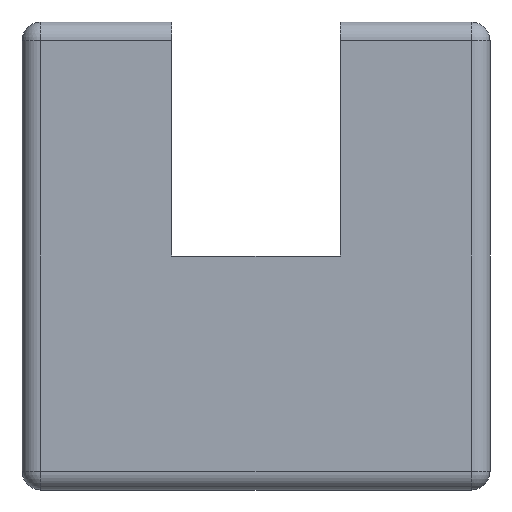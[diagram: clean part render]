
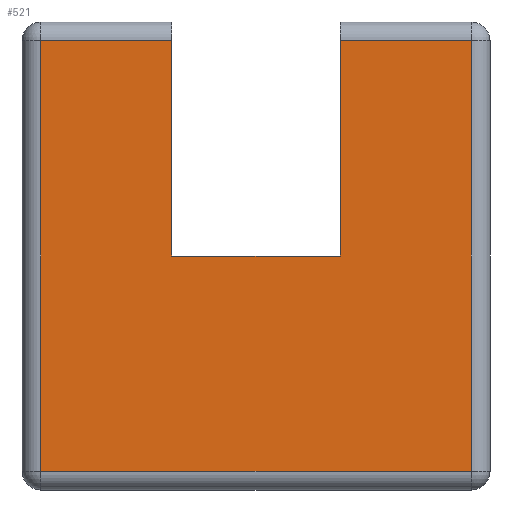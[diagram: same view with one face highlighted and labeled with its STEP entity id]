
A CAD part, front view. The second image highlights one B-rep face of the part: STEP entity #521.
In plain terms, the highlighted planar face has unit normal (0, -1, 0).
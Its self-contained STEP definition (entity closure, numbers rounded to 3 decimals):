
#44 = CYLINDRICAL_SURFACE('',#45,0.4);
#45 = AXIS2_PLACEMENT_3D('',#46,#47,#48);
#46 = CARTESIAN_POINT('',(-4.6,-9.6,-5.));
#47 = DIRECTION('',(0.,0.,1.));
#48 = DIRECTION('',(-1.,-0.,0.));
#143 = VERTEX_POINT('',#144);
#144 = CARTESIAN_POINT('',(-4.6,-10.,-4.6));
#171 = EDGE_CURVE('',#143,#172,#174,.T.);
#172 = VERTEX_POINT('',#173);
#173 = CARTESIAN_POINT('',(-4.6,-10.,4.6));
#174 = SURFACE_CURVE('',#175,(#179,#186),.PCURVE_S1.);
#175 = LINE('',#176,#177);
#176 = CARTESIAN_POINT('',(-4.6,-10.,-5.));
#177 = VECTOR('',#178,1.);
#178 = DIRECTION('',(0.,0.,1.));
#179 = PCURVE('',#44,#180);
#180 = DEFINITIONAL_REPRESENTATION('',(#181),#185);
#181 = LINE('',#182,#183);
#182 = CARTESIAN_POINT('',(1.571,0.));
#183 = VECTOR('',#184,1.);
#184 = DIRECTION('',(0.,1.));
#185 = ( GEOMETRIC_REPRESENTATION_CONTEXT(2) 
PARAMETRIC_REPRESENTATION_CONTEXT() REPRESENTATION_CONTEXT('2D SPACE',''
  ) );
#186 = PCURVE('',#187,#192);
#187 = PLANE('',#188);
#188 = AXIS2_PLACEMENT_3D('',#189,#190,#191);
#189 = CARTESIAN_POINT('',(-5.,-10.,-5.));
#190 = DIRECTION('',(0.,1.,0.));
#191 = DIRECTION('',(0.,0.,1.));
#192 = DEFINITIONAL_REPRESENTATION('',(#193),#197);
#193 = LINE('',#194,#195);
#194 = CARTESIAN_POINT('',(0.,0.4));
#195 = VECTOR('',#196,1.);
#196 = DIRECTION('',(1.,0.));
#197 = ( GEOMETRIC_REPRESENTATION_CONTEXT(2) 
PARAMETRIC_REPRESENTATION_CONTEXT() REPRESENTATION_CONTEXT('2D SPACE',''
  ) );
#480 = CYLINDRICAL_SURFACE('',#481,0.4);
#481 = AXIS2_PLACEMENT_3D('',#482,#483,#484);
#482 = CARTESIAN_POINT('',(-5.,-9.6,-4.6));
#483 = DIRECTION('',(1.,0.,0.));
#484 = DIRECTION('',(0.,-1.,0.));
#510 = CYLINDRICAL_SURFACE('',#511,0.4);
#511 = AXIS2_PLACEMENT_3D('',#512,#513,#514);
#512 = CARTESIAN_POINT('',(-5.,-9.6,4.6));
#513 = DIRECTION('',(1.,0.,0.));
#514 = DIRECTION('',(0.,-1.,0.));
#521 = ADVANCED_FACE('',(#522),#187,.F.);
#522 = FACE_BOUND('',#523,.F.);
#523 = EDGE_LOOP('',(#524,#547,#548,#571,#597,#623,#649,#677));
#524 = ORIENTED_EDGE('',*,*,#525,.F.);
#525 = EDGE_CURVE('',#143,#526,#528,.T.);
#526 = VERTEX_POINT('',#527);
#527 = CARTESIAN_POINT('',(4.6,-10.,-4.6));
#528 = SURFACE_CURVE('',#529,(#533,#540),.PCURVE_S1.);
#529 = LINE('',#530,#531);
#530 = CARTESIAN_POINT('',(-5.,-10.,-4.6));
#531 = VECTOR('',#532,1.);
#532 = DIRECTION('',(1.,0.,0.));
#533 = PCURVE('',#187,#534);
#534 = DEFINITIONAL_REPRESENTATION('',(#535),#539);
#535 = LINE('',#536,#537);
#536 = CARTESIAN_POINT('',(0.4,0.));
#537 = VECTOR('',#538,1.);
#538 = DIRECTION('',(0.,1.));
#539 = ( GEOMETRIC_REPRESENTATION_CONTEXT(2) 
PARAMETRIC_REPRESENTATION_CONTEXT() REPRESENTATION_CONTEXT('2D SPACE',''
  ) );
#540 = PCURVE('',#480,#541);
#541 = DEFINITIONAL_REPRESENTATION('',(#542),#546);
#542 = LINE('',#543,#544);
#543 = CARTESIAN_POINT('',(0.,0.));
#544 = VECTOR('',#545,1.);
#545 = DIRECTION('',(0.,1.));
#546 = ( GEOMETRIC_REPRESENTATION_CONTEXT(2) 
PARAMETRIC_REPRESENTATION_CONTEXT() REPRESENTATION_CONTEXT('2D SPACE',''
  ) );
#547 = ORIENTED_EDGE('',*,*,#171,.T.);
#548 = ORIENTED_EDGE('',*,*,#549,.T.);
#549 = EDGE_CURVE('',#172,#550,#552,.T.);
#550 = VERTEX_POINT('',#551);
#551 = CARTESIAN_POINT('',(-1.8,-10.,4.6));
#552 = SURFACE_CURVE('',#553,(#557,#564),.PCURVE_S1.);
#553 = LINE('',#554,#555);
#554 = CARTESIAN_POINT('',(-5.,-10.,4.6));
#555 = VECTOR('',#556,1.);
#556 = DIRECTION('',(1.,0.,0.));
#557 = PCURVE('',#187,#558);
#558 = DEFINITIONAL_REPRESENTATION('',(#559),#563);
#559 = LINE('',#560,#561);
#560 = CARTESIAN_POINT('',(9.6,0.));
#561 = VECTOR('',#562,1.);
#562 = DIRECTION('',(0.,1.));
#563 = ( GEOMETRIC_REPRESENTATION_CONTEXT(2) 
PARAMETRIC_REPRESENTATION_CONTEXT() REPRESENTATION_CONTEXT('2D SPACE',''
  ) );
#564 = PCURVE('',#510,#565);
#565 = DEFINITIONAL_REPRESENTATION('',(#566),#570);
#566 = LINE('',#567,#568);
#567 = CARTESIAN_POINT('',(-0.,0.));
#568 = VECTOR('',#569,1.);
#569 = DIRECTION('',(-0.,1.));
#570 = ( GEOMETRIC_REPRESENTATION_CONTEXT(2) 
PARAMETRIC_REPRESENTATION_CONTEXT() REPRESENTATION_CONTEXT('2D SPACE',''
  ) );
#571 = ORIENTED_EDGE('',*,*,#572,.T.);
#572 = EDGE_CURVE('',#550,#573,#575,.T.);
#573 = VERTEX_POINT('',#574);
#574 = CARTESIAN_POINT('',(-1.8,-10.,0.));
#575 = SURFACE_CURVE('',#576,(#580,#586),.PCURVE_S1.);
#576 = LINE('',#577,#578);
#577 = CARTESIAN_POINT('',(-1.8,-10.,-2.5));
#578 = VECTOR('',#579,1.);
#579 = DIRECTION('',(0.,0.,-1.));
#580 = PCURVE('',#187,#581);
#581 = DEFINITIONAL_REPRESENTATION('',(#582),#585);
#582 = B_SPLINE_CURVE_WITH_KNOTS('',1,(#583,#584),.UNSPECIFIED.,.F.,.F.,
  (2,2),(-7.1,-2.5),.PIECEWISE_BEZIER_KNOTS.);
#583 = CARTESIAN_POINT('',(9.6,3.2));
#584 = CARTESIAN_POINT('',(5.,3.2));
#585 = ( GEOMETRIC_REPRESENTATION_CONTEXT(2) 
PARAMETRIC_REPRESENTATION_CONTEXT() REPRESENTATION_CONTEXT('2D SPACE',''
  ) );
#586 = PCURVE('',#587,#592);
#587 = PLANE('',#588);
#588 = AXIS2_PLACEMENT_3D('',#589,#590,#591);
#589 = CARTESIAN_POINT('',(-1.8,-25.,0.));
#590 = DIRECTION('',(1.,0.,0.));
#591 = DIRECTION('',(0.,0.,1.));
#592 = DEFINITIONAL_REPRESENTATION('',(#593),#596);
#593 = B_SPLINE_CURVE_WITH_KNOTS('',1,(#594,#595),.UNSPECIFIED.,.F.,.F.,
  (2,2),(-7.1,-2.5),.PIECEWISE_BEZIER_KNOTS.);
#594 = CARTESIAN_POINT('',(4.6,-15.));
#595 = CARTESIAN_POINT('',(0.,-15.));
#596 = ( GEOMETRIC_REPRESENTATION_CONTEXT(2) 
PARAMETRIC_REPRESENTATION_CONTEXT() REPRESENTATION_CONTEXT('2D SPACE',''
  ) );
#597 = ORIENTED_EDGE('',*,*,#598,.T.);
#598 = EDGE_CURVE('',#573,#599,#601,.T.);
#599 = VERTEX_POINT('',#600);
#600 = CARTESIAN_POINT('',(1.8,-10.,0.));
#601 = SURFACE_CURVE('',#602,(#606,#612),.PCURVE_S1.);
#602 = LINE('',#603,#604);
#603 = CARTESIAN_POINT('',(-3.4,-10.,0.));
#604 = VECTOR('',#605,1.);
#605 = DIRECTION('',(1.,0.,0.));
#606 = PCURVE('',#187,#607);
#607 = DEFINITIONAL_REPRESENTATION('',(#608),#611);
#608 = B_SPLINE_CURVE_WITH_KNOTS('',1,(#609,#610),.UNSPECIFIED.,.F.,.F.,
  (2,2),(1.6,5.2),.PIECEWISE_BEZIER_KNOTS.);
#609 = CARTESIAN_POINT('',(5.,3.2));
#610 = CARTESIAN_POINT('',(5.,6.8));
#611 = ( GEOMETRIC_REPRESENTATION_CONTEXT(2) 
PARAMETRIC_REPRESENTATION_CONTEXT() REPRESENTATION_CONTEXT('2D SPACE',''
  ) );
#612 = PCURVE('',#613,#618);
#613 = PLANE('',#614);
#614 = AXIS2_PLACEMENT_3D('',#615,#616,#617);
#615 = CARTESIAN_POINT('',(-1.8,-25.,0.));
#616 = DIRECTION('',(0.,0.,1.));
#617 = DIRECTION('',(1.,0.,0.));
#618 = DEFINITIONAL_REPRESENTATION('',(#619),#622);
#619 = B_SPLINE_CURVE_WITH_KNOTS('',1,(#620,#621),.UNSPECIFIED.,.F.,.F.,
  (2,2),(1.6,5.2),.PIECEWISE_BEZIER_KNOTS.);
#620 = CARTESIAN_POINT('',(0.,15.));
#621 = CARTESIAN_POINT('',(3.6,15.));
#622 = ( GEOMETRIC_REPRESENTATION_CONTEXT(2) 
PARAMETRIC_REPRESENTATION_CONTEXT() REPRESENTATION_CONTEXT('2D SPACE',''
  ) );
#623 = ORIENTED_EDGE('',*,*,#624,.F.);
#624 = EDGE_CURVE('',#625,#599,#627,.T.);
#625 = VERTEX_POINT('',#626);
#626 = CARTESIAN_POINT('',(1.8,-10.,4.6));
#627 = SURFACE_CURVE('',#628,(#632,#638),.PCURVE_S1.);
#628 = LINE('',#629,#630);
#629 = CARTESIAN_POINT('',(1.8,-10.,-2.5));
#630 = VECTOR('',#631,1.);
#631 = DIRECTION('',(0.,0.,-1.));
#632 = PCURVE('',#187,#633);
#633 = DEFINITIONAL_REPRESENTATION('',(#634),#637);
#634 = B_SPLINE_CURVE_WITH_KNOTS('',1,(#635,#636),.UNSPECIFIED.,.F.,.F.,
  (2,2),(-7.1,-2.5),.PIECEWISE_BEZIER_KNOTS.);
#635 = CARTESIAN_POINT('',(9.6,6.8));
#636 = CARTESIAN_POINT('',(5.,6.8));
#637 = ( GEOMETRIC_REPRESENTATION_CONTEXT(2) 
PARAMETRIC_REPRESENTATION_CONTEXT() REPRESENTATION_CONTEXT('2D SPACE',''
  ) );
#638 = PCURVE('',#639,#644);
#639 = PLANE('',#640);
#640 = AXIS2_PLACEMENT_3D('',#641,#642,#643);
#641 = CARTESIAN_POINT('',(1.8,-25.,0.));
#642 = DIRECTION('',(1.,0.,0.));
#643 = DIRECTION('',(0.,0.,1.));
#644 = DEFINITIONAL_REPRESENTATION('',(#645),#648);
#645 = B_SPLINE_CURVE_WITH_KNOTS('',1,(#646,#647),.UNSPECIFIED.,.F.,.F.,
  (2,2),(-7.1,-2.5),.PIECEWISE_BEZIER_KNOTS.);
#646 = CARTESIAN_POINT('',(4.6,-15.));
#647 = CARTESIAN_POINT('',(0.,-15.));
#648 = ( GEOMETRIC_REPRESENTATION_CONTEXT(2) 
PARAMETRIC_REPRESENTATION_CONTEXT() REPRESENTATION_CONTEXT('2D SPACE',''
  ) );
#649 = ORIENTED_EDGE('',*,*,#650,.T.);
#650 = EDGE_CURVE('',#625,#651,#653,.T.);
#651 = VERTEX_POINT('',#652);
#652 = CARTESIAN_POINT('',(4.6,-10.,4.6));
#653 = SURFACE_CURVE('',#654,(#658,#665),.PCURVE_S1.);
#654 = LINE('',#655,#656);
#655 = CARTESIAN_POINT('',(-5.,-10.,4.6));
#656 = VECTOR('',#657,1.);
#657 = DIRECTION('',(1.,0.,0.));
#658 = PCURVE('',#187,#659);
#659 = DEFINITIONAL_REPRESENTATION('',(#660),#664);
#660 = LINE('',#661,#662);
#661 = CARTESIAN_POINT('',(9.6,0.));
#662 = VECTOR('',#663,1.);
#663 = DIRECTION('',(0.,1.));
#664 = ( GEOMETRIC_REPRESENTATION_CONTEXT(2) 
PARAMETRIC_REPRESENTATION_CONTEXT() REPRESENTATION_CONTEXT('2D SPACE',''
  ) );
#665 = PCURVE('',#666,#671);
#666 = CYLINDRICAL_SURFACE('',#667,0.4);
#667 = AXIS2_PLACEMENT_3D('',#668,#669,#670);
#668 = CARTESIAN_POINT('',(-5.,-9.6,4.6));
#669 = DIRECTION('',(1.,0.,0.));
#670 = DIRECTION('',(0.,-1.,0.));
#671 = DEFINITIONAL_REPRESENTATION('',(#672),#676);
#672 = LINE('',#673,#674);
#673 = CARTESIAN_POINT('',(-0.,0.));
#674 = VECTOR('',#675,1.);
#675 = DIRECTION('',(-0.,1.));
#676 = ( GEOMETRIC_REPRESENTATION_CONTEXT(2) 
PARAMETRIC_REPRESENTATION_CONTEXT() REPRESENTATION_CONTEXT('2D SPACE',''
  ) );
#677 = ORIENTED_EDGE('',*,*,#678,.F.);
#678 = EDGE_CURVE('',#526,#651,#679,.T.);
#679 = SURFACE_CURVE('',#680,(#684,#691),.PCURVE_S1.);
#680 = LINE('',#681,#682);
#681 = CARTESIAN_POINT('',(4.6,-10.,-5.));
#682 = VECTOR('',#683,1.);
#683 = DIRECTION('',(0.,0.,1.));
#684 = PCURVE('',#187,#685);
#685 = DEFINITIONAL_REPRESENTATION('',(#686),#690);
#686 = LINE('',#687,#688);
#687 = CARTESIAN_POINT('',(0.,9.6));
#688 = VECTOR('',#689,1.);
#689 = DIRECTION('',(1.,0.));
#690 = ( GEOMETRIC_REPRESENTATION_CONTEXT(2) 
PARAMETRIC_REPRESENTATION_CONTEXT() REPRESENTATION_CONTEXT('2D SPACE',''
  ) );
#691 = PCURVE('',#692,#697);
#692 = CYLINDRICAL_SURFACE('',#693,0.4);
#693 = AXIS2_PLACEMENT_3D('',#694,#695,#696);
#694 = CARTESIAN_POINT('',(4.6,-9.6,-5.));
#695 = DIRECTION('',(0.,0.,1.));
#696 = DIRECTION('',(1.,0.,-0.));
#697 = DEFINITIONAL_REPRESENTATION('',(#698),#702);
#698 = LINE('',#699,#700);
#699 = CARTESIAN_POINT('',(-1.571,0.));
#700 = VECTOR('',#701,1.);
#701 = DIRECTION('',(-0.,1.));
#702 = ( GEOMETRIC_REPRESENTATION_CONTEXT(2) 
PARAMETRIC_REPRESENTATION_CONTEXT() REPRESENTATION_CONTEXT('2D SPACE',''
  ) );
